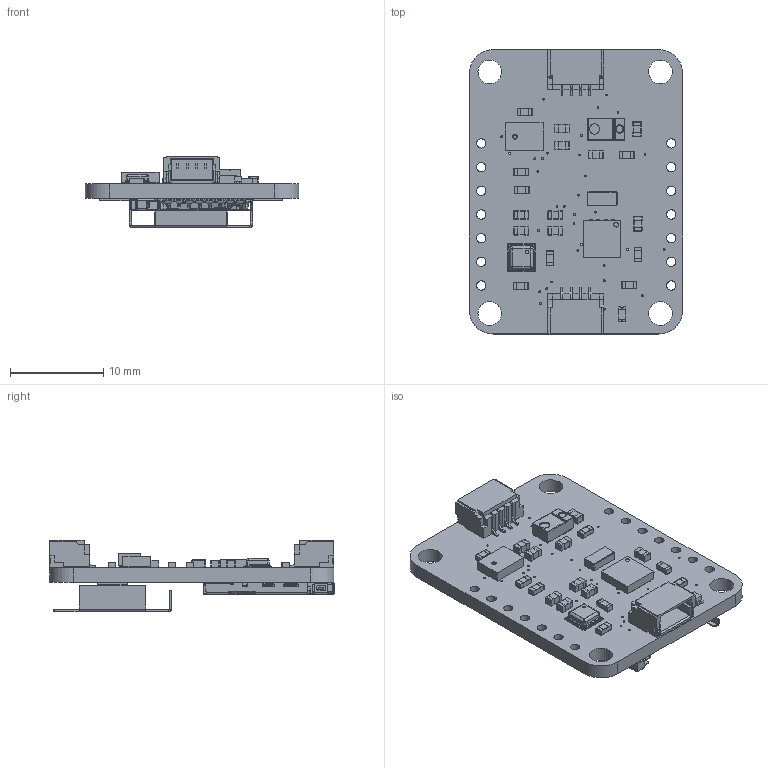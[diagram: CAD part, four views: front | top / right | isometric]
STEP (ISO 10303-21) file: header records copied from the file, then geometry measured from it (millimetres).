
FILE_DESCRIPTION(/* description */ (''),/* implementation_level */ '2;1');
FILE_NAME(/* name */ 'SENSE V3.step',/* time_stamp */ '2022-06-08T07:19:22-07:00',/* author */ (''),/* organization */ (''),/* preprocessor_version */ 'ST-DEVELOPER v19',/* originating_system */ 'Autodesk Translation Framework v11.7.0.108',/* authorisation */ '');
FILE_SCHEMA (('AUTOMOTIVE_DESIGN { 1 0 10303 214 3 1 1 }'));
Products named in the file (20): All; PCF8523TK_1,118; Body; ThermalPin; PinsArrayLR; PCB Component; Board; BK-885; BME688; APDS-9960; MICROBUILDER_XTAL3215; 503398-1892; 5033981892; SPK0641HT4H-1; Body_1; Pins; ADAFRUIT_CHIP-LED0603; 1k; 0.1uF; PRT-14417--3DModel-STEP-1
Assembly tree (35 placements, depth 4):
  All
    PCF8523TK_1,118
      Body
      ThermalPin
      PinsArrayLR
    PRT-14417--3DModel-STEP-1  x2
    PCB Component
      Board
      BK-885
      BME688
      APDS-9960
      MICROBUILDER_XTAL3215
      503398-1892
        5033981892
      SPK0641HT4H-1
        Body_1
        Pins
      ADAFRUIT_CHIP-LED0603
      1k  x8
      0.1uF  x9
Bounding box: 22.86 x 30.51 x 7.7 mm (x, y, z)
Volume: 1297.6 mm3; surface area: 3681.4 mm2
Topology: 143 solids, 143 shells, 3325 faces, 8633 edges, 5522 vertices
Faces by surface type: plane 2451, cylinder 766, sphere 76, torus 15, cone 9, bspline 8
Full cylindrical faces by diameter (mm): 0.15 x2, 0.2 x35, 0.3 x3, 0.35 x1, 0.381 x1, 0.4 x1, 0.5 x1, 0.508 x2, 1 x15, 1.1 x1, 2.54 x4
Entity records: 78086 total; most frequent: CARTESIAN_POINT 13799, ORIENTED_EDGE 13266, DIRECTION 12890, EDGE_CURVE 6633, LINE 5446, VECTOR 5446, VERTEX_POINT 4312, AXIS2_PLACEMENT_3D 3722
